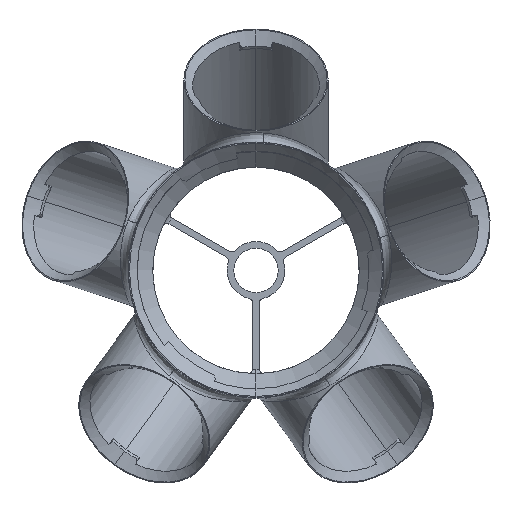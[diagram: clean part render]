
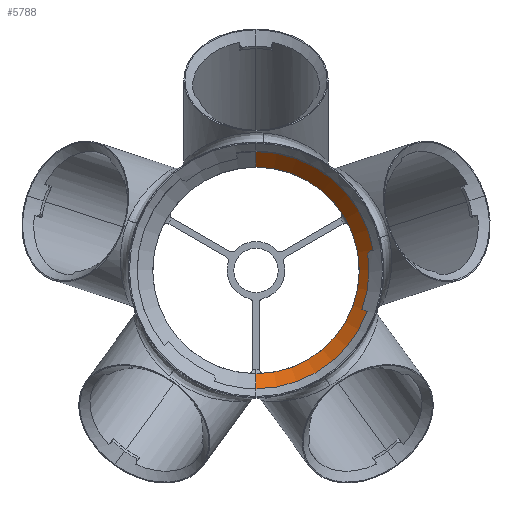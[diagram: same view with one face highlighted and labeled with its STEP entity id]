
A CAD part, top view. The second image highlights one B-rep face of the part: STEP entity #5788.
In plain terms, the highlighted conical face has half-angle 45 degrees and reference radius 53.5 mm.
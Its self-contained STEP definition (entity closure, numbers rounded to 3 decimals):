
#250 = CIRCLE ( 'NONE', #10666, 53.5 ) ;
#395 = VERTEX_POINT ( 'NONE', #966 ) ;
#403 = ORIENTED_EDGE ( 'NONE', *, *, #6804, .F. ) ;
#546 = CARTESIAN_POINT ( 'NONE',  ( 0., 53.5, 18. ) ) ;
#805 = FACE_OUTER_BOUND ( 'NONE', #3030, .T. ) ;
#966 = CARTESIAN_POINT ( 'NONE',  ( 0., 46.5, 11. ) ) ;
#1691 = CARTESIAN_POINT ( 'NONE',  ( 0., -46.5, 11. ) ) ;
#2680 = DIRECTION ( 'NONE',  ( 0., 1., 0. ) ) ;
#2725 = CARTESIAN_POINT ( 'NONE',  ( 0., 0., 18. ) ) ;
#3030 = EDGE_LOOP ( 'NONE', ( #11095, #7363, #6179, #403 ) ) ;
#3718 = DIRECTION ( 'NONE',  ( 0., 0., -1. ) ) ;
#4212 = EDGE_CURVE ( 'NONE', #10869, #11445, #5520, .T. ) ;
#4485 = CARTESIAN_POINT ( 'NONE',  ( 0., 0., 11. ) ) ;
#4535 = DIRECTION ( 'NONE',  ( 0., 0., -1. ) ) ;
#4751 = VECTOR ( 'NONE', #7440, 1000. ) ;
#5520 = LINE ( 'NONE', #11220, #10041 ) ;
#5658 = VERTEX_POINT ( 'NONE', #7244 ) ;
#5788 = ADVANCED_FACE ( 'NONE', ( #805 ), #8724, .F. ) ;
#6179 = ORIENTED_EDGE ( 'NONE', *, *, #4212, .T. ) ;
#6574 = DIRECTION ( 'NONE',  ( 0., -0.707, 0.707 ) ) ;
#6804 = EDGE_CURVE ( 'NONE', #5658, #11445, #250, .T. ) ;
#6912 = EDGE_CURVE ( 'NONE', #395, #5658, #14695, .T. ) ;
#7244 = CARTESIAN_POINT ( 'NONE',  ( 0., 53.5, 18. ) ) ;
#7363 = ORIENTED_EDGE ( 'NONE', *, *, #11437, .T. ) ;
#7440 = DIRECTION ( 'NONE',  ( 0., 0.707, 0.707 ) ) ;
#8425 = AXIS2_PLACEMENT_3D ( 'NONE', #2725, #10888, #14414 ) ;
#8724 = CONICAL_SURFACE ( 'NONE', #8425, 53.5, 0.785 ) ;
#10041 = VECTOR ( 'NONE', #6574, 1000. ) ;
#10666 = AXIS2_PLACEMENT_3D ( 'NONE', #14280, #3718, #2680 ) ;
#10869 = VERTEX_POINT ( 'NONE', #1691 ) ;
#10888 = DIRECTION ( 'NONE',  ( 0., 0., 1. ) ) ;
#11095 = ORIENTED_EDGE ( 'NONE', *, *, #6912, .F. ) ;
#11220 = CARTESIAN_POINT ( 'NONE',  ( 0., -53.5, 18. ) ) ;
#11437 = EDGE_CURVE ( 'NONE', #395, #10869, #13861, .T. ) ;
#11445 = VERTEX_POINT ( 'NONE', #14882 ) ;
#12599 = DIRECTION ( 'NONE',  ( 0., 1., 0. ) ) ;
#13861 = CIRCLE ( 'NONE', #13992, 46.5 ) ;
#13992 = AXIS2_PLACEMENT_3D ( 'NONE', #4485, #4535, #12599 ) ;
#14280 = CARTESIAN_POINT ( 'NONE',  ( 0., 0., 18. ) ) ;
#14414 = DIRECTION ( 'NONE',  ( 0., -1., 0. ) ) ;
#14695 = LINE ( 'NONE', #546, #4751 ) ;
#14882 = CARTESIAN_POINT ( 'NONE',  ( 0., -53.5, 18. ) ) ;
